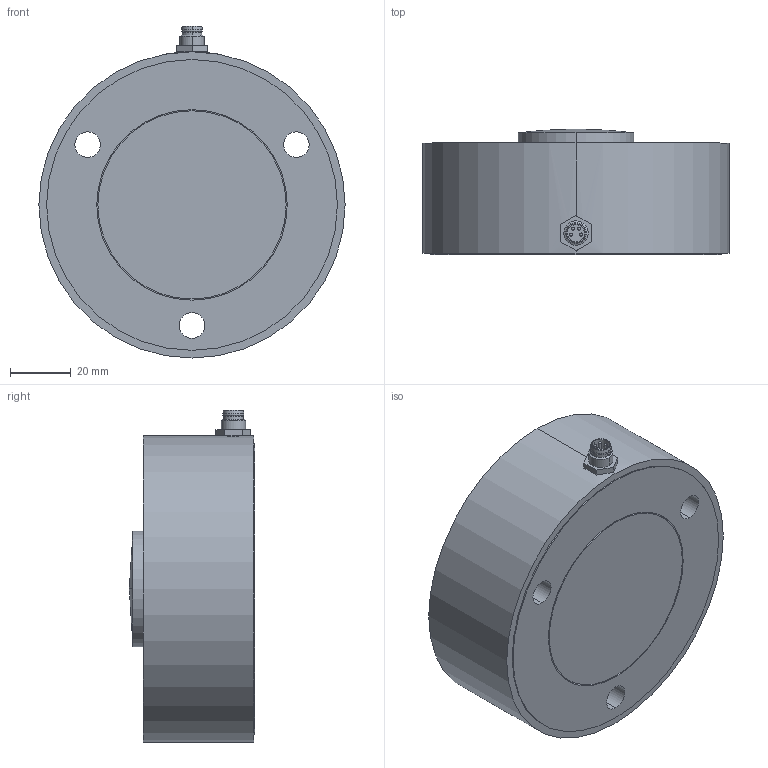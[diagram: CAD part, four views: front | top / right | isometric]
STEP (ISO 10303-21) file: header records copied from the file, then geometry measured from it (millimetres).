
FILE_DESCRIPTION (( 'STEP AP214' ), '1' );
FILE_NAME ('PK3-50K to 100K X1 (STEP).STEP', '2023-09-15T20:27:56', ( '' ), ( '' ), 'SwSTEP 2.0', 'SolidWorks 2021', '' );
FILE_SCHEMA (( 'AUTOMOTIVE_DESIGN' ));
Length unit declared in the file: inch
Products named in the file (4): 35025-05 X1; 09-3391-00-04-004_02 (M8 Male Panel Mount); PK3-5018 X1; PK3-50K to 100K X1 (STEP)
Assembly tree (3 placements, depth 2):
  PK3-50K to 100K X1 (STEP)
    PK3-5018 X1
    09-3391-00-04-004_02 (M8 Male Panel Mount)
    35025-05 X1
Bounding box: 100.84 x 41.27 x 109.34 mm (x, y, z)
Volume: 240492.1 mm3; surface area: 44907.8 mm2
Topology: 3 solids, 3 shells, 134 faces, 305 edges, 192 vertices
Faces by surface type: cylinder 67, plane 34, cone 21, sphere 6, torus 6
Entity records: 4300 total; most frequent: CARTESIAN_POINT 801, DIRECTION 720, ORIENTED_EDGE 578, AXIS2_PLACEMENT_3D 305, EDGE_CURVE 289, VERTEX_POINT 184, EDGE_LOOP 165, CIRCLE 165
